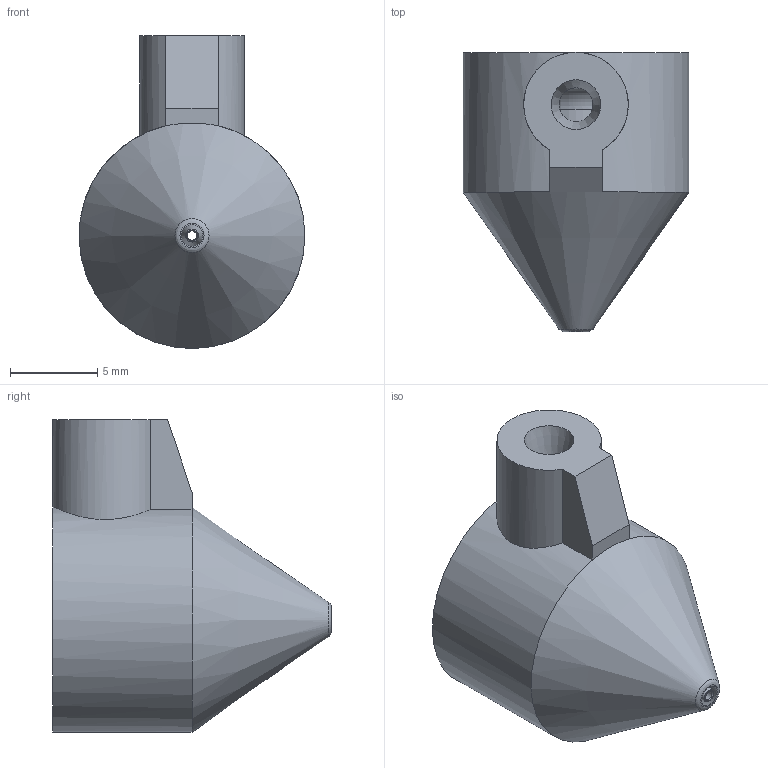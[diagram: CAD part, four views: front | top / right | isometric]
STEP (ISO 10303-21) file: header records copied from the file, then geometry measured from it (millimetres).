
FILE_DESCRIPTION(/* description */ (''),/* implementation_level */ '2;1');
FILE_NAME(/* name */ 'fc0ffd5b-63b1-4ca2-ab40-2248d4f68df4.stp',/* time_stamp */ '2018-11-01T21:01:49-07:00',/* author */ ('cmillik'),/* organization */ (''),/* preprocessor_version */ 'ST-DEVELOPER v17.2',/* originating_system */ 'Autodesk Translation Framework v7.6.0.251',/* authorisation */ '');
FILE_SCHEMA (('AUTOMOTIVE_DESIGN { 1 0 10303 214 3 1 1 }'));
Length unit declared in the file: millimetre
Products named in the file (1): Paper Nozzle 0.525/0.2625
Bounding box: 12.95 x 16 x 17.95 mm (x, y, z)
Volume: 1056.9 mm3; surface area: 1458.2 mm2
Topology: 1 solids, 1 shells, 26 faces, 77 edges, 53 vertices
Faces by surface type: cylinder 8, plane 8, cone 6, torus 4
Full cylindrical faces by diameter (mm): 1.95 x2, 4.95 x1, 9.95 x1
Entity records: 1019 total; most frequent: CARTESIAN_POINT 250, DIRECTION 165, ORIENTED_EDGE 154, EDGE_CURVE 77, AXIS2_PLACEMENT_3D 71, VERTEX_POINT 53, CIRCLE 44, EDGE_LOOP 30
